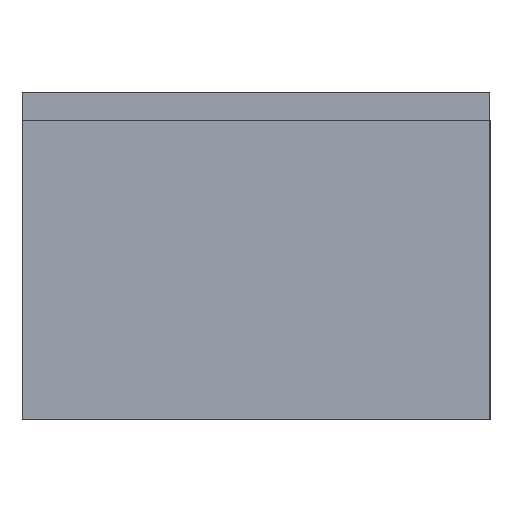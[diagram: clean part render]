
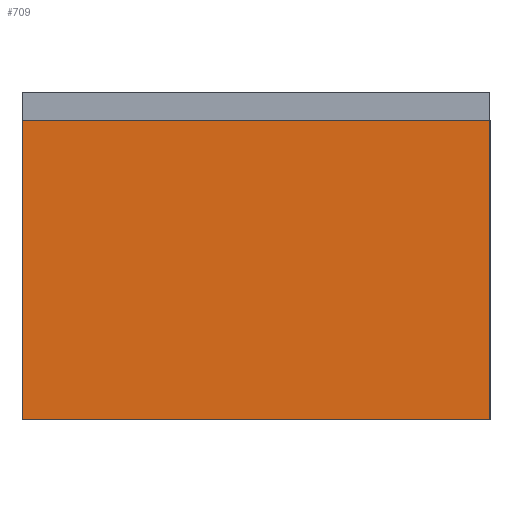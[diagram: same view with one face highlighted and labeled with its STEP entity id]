
A CAD part, left-side view. The second image highlights one B-rep face of the part: STEP entity #709.
In plain terms, the highlighted planar face has unit normal (-1, 0, 0).
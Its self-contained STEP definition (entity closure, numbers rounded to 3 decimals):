
#116=ORIENTED_EDGE('',*,*,#187,.F.);
#117=ORIENTED_EDGE('',*,*,#228,.F.);
#118=ORIENTED_EDGE('',*,*,#199,.T.);
#119=ORIENTED_EDGE('',*,*,#223,.T.);
#187=EDGE_CURVE('',#258,#259,#307,.T.);
#199=EDGE_CURVE('',#268,#267,#319,.T.);
#223=EDGE_CURVE('',#267,#259,#343,.T.);
#228=EDGE_CURVE('',#268,#258,#348,.T.);
#258=VERTEX_POINT('',#928);
#259=VERTEX_POINT('',#930);
#267=VERTEX_POINT('',#950);
#268=VERTEX_POINT('',#952);
#307=LINE('',#929,#379);
#319=LINE('',#951,#391);
#343=LINE('',#997,#415);
#348=LINE('',#1006,#420);
#379=VECTOR('',#787,1000.);
#391=VECTOR('',#801,1000.);
#415=VECTOR('',#843,1000.);
#420=VECTOR('',#850,1000.);
#444=EDGE_LOOP('',(#116,#117,#118,#119));
#470=FACE_BOUND('',#444,.T.);
#496=PLANE('',#740);
#709=ADVANCED_FACE('',(#470),#496,.T.);
#740=AXIS2_PLACEMENT_3D('',#1005,#848,#849);
#787=DIRECTION('',(0.,0.,1.));
#801=DIRECTION('',(0.,0.,1.));
#843=DIRECTION('',(0.,1.,0.));
#848=DIRECTION('',(-1.,0.,0.));
#849=DIRECTION('',(0.,0.,1.));
#850=DIRECTION('',(0.,1.,0.));
#928=CARTESIAN_POINT('',(-0.5,0.25,0.));
#929=CARTESIAN_POINT('',(-0.5,0.25,0.));
#930=CARTESIAN_POINT('',(-0.5,0.25,0.32));
#950=CARTESIAN_POINT('',(-0.5,-0.25,0.32));
#951=CARTESIAN_POINT('',(-0.5,-0.25,0.));
#952=CARTESIAN_POINT('',(-0.5,-0.25,0.));
#997=CARTESIAN_POINT('',(-0.5,-0.25,0.32));
#1005=CARTESIAN_POINT('',(-0.5,-0.25,0.));
#1006=CARTESIAN_POINT('',(-0.5,-0.25,0.));
